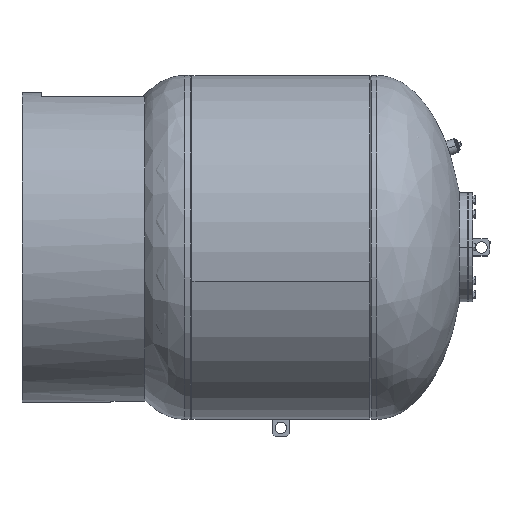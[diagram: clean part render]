
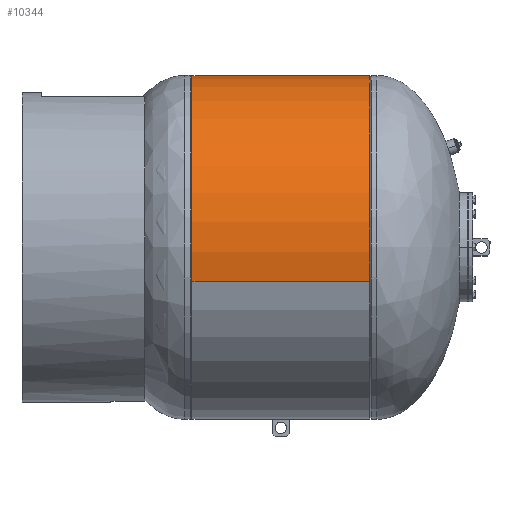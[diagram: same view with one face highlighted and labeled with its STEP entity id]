
A CAD part, top view. The second image highlights one B-rep face of the part: STEP entity #10344.
In plain terms, the highlighted cylindrical face has radius 762 mm (diameter 1524 mm), a partial arc.
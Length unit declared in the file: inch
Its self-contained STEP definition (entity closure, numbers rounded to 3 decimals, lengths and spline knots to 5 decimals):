
#51 = FACE_OUTER_BOUND ( 'NONE', #17107, .T. ) ;
#1634 = CARTESIAN_POINT ( 'NONE',  ( 30., 0., -205.31802 ) ) ;
#4792 = CARTESIAN_POINT ( 'NONE',  ( 30., 0., 15.5 ) ) ;
#4822 = EDGE_CURVE ( 'NONE', #51815, #28022, #50975, .T. ) ;
#8222 = VECTOR ( 'NONE', #47110, 39.37008 ) ;
#10344 = ADVANCED_FACE ( 'NONE', ( #51 ), #29461, .T. ) ;
#11451 = CARTESIAN_POINT ( 'NONE',  ( -30., 0., -205.31802 ) ) ;
#14722 = CARTESIAN_POINT ( 'NONE',  ( -30., 0., 15.5 ) ) ;
#14918 = CARTESIAN_POINT ( 'NONE',  ( -30., 0., -15.5 ) ) ;
#17107 = EDGE_LOOP ( 'NONE', ( #50947, #34215, #46187, #35024 ) ) ;
#18203 = AXIS2_PLACEMENT_3D ( 'NONE', #20753, #24838, #38187 ) ;
#20753 = CARTESIAN_POINT ( 'NONE',  ( 0., 0., -205.31802 ) ) ;
#23230 = DIRECTION ( 'NONE',  ( 0., 0., -1. ) ) ;
#24203 = CARTESIAN_POINT ( 'NONE',  ( 30., 0., -15.5 ) ) ;
#24838 = DIRECTION ( 'NONE',  ( 0., 0., 1. ) ) ;
#28022 = VERTEX_POINT ( 'NONE', #14918 ) ;
#28108 = DIRECTION ( 'NONE',  ( 0., 0., 1. ) ) ;
#29461 = CYLINDRICAL_SURFACE ( 'NONE', #18203, 30. ) ;
#31102 = DIRECTION ( 'NONE',  ( 0., 0., 1. ) ) ;
#33669 = EDGE_CURVE ( 'NONE', #28022, #45900, #48797, .T. ) ;
#34215 = ORIENTED_EDGE ( 'NONE', *, *, #4822, .F. ) ;
#35024 = ORIENTED_EDGE ( 'NONE', *, *, #51238, .F. ) ;
#36902 = VERTEX_POINT ( 'NONE', #4792 ) ;
#38187 = DIRECTION ( 'NONE',  ( 1., 0., 0. ) ) ;
#38264 = CARTESIAN_POINT ( 'NONE',  ( 0., 0., 15.5 ) ) ;
#41427 = AXIS2_PLACEMENT_3D ( 'NONE', #38264, #31102, #46146 ) ;
#43033 = LINE ( 'NONE', #1634, #8222 ) ;
#43370 = DIRECTION ( 'NONE',  ( 1., 0., 0. ) ) ;
#45746 = CIRCLE ( 'NONE', #41427, 30. ) ;
#45900 = VERTEX_POINT ( 'NONE', #14722 ) ;
#46146 = DIRECTION ( 'NONE',  ( 1., 0., 0. ) ) ;
#46187 = ORIENTED_EDGE ( 'NONE', *, *, #48937, .T. ) ;
#47110 = DIRECTION ( 'NONE',  ( 0., 0., 1. ) ) ;
#47145 = VECTOR ( 'NONE', #28108, 39.37008 ) ;
#47725 = CARTESIAN_POINT ( 'NONE',  ( 0., 0., -15.5 ) ) ;
#48797 = LINE ( 'NONE', #11451, #47145 ) ;
#48937 = EDGE_CURVE ( 'NONE', #51815, #36902, #43033, .T. ) ;
#50947 = ORIENTED_EDGE ( 'NONE', *, *, #33669, .F. ) ;
#50975 = CIRCLE ( 'NONE', #53604, 30. ) ;
#51238 = EDGE_CURVE ( 'NONE', #45900, #36902, #45746, .T. ) ;
#51815 = VERTEX_POINT ( 'NONE', #24203 ) ;
#53604 = AXIS2_PLACEMENT_3D ( 'NONE', #47725, #23230, #43370 ) ;
